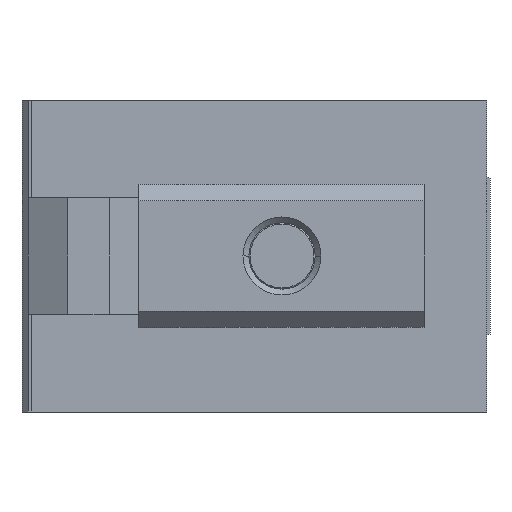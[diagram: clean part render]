
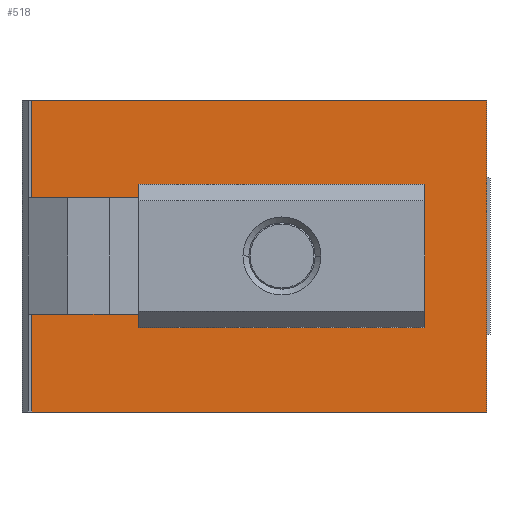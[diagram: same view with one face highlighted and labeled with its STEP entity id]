
A CAD part, front view. The second image highlights one B-rep face of the part: STEP entity #518.
In plain terms, the highlighted planar face has unit normal (0, -1, 0).
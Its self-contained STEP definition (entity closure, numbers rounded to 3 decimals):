
#518=ADVANCED_FACE('',(#1047,#1048),#1049,.T.);
#1047=FACE_OUTER_BOUND('',#1590,.T.);
#1048=FACE_BOUND('',#1591,.T.);
#1049=PLANE('',#1592);
#1590=EDGE_LOOP('',(#3020,#3021,#3022,#3023,#3024,#3025,#3026,#3027));
#1591=EDGE_LOOP('',(#3028,#3029));
#1592=AXIS2_PLACEMENT_3D('',#3030,#3031,#3032);
#3020=ORIENTED_EDGE('',*,*,#3702,.F.);
#3021=ORIENTED_EDGE('',*,*,#3703,.F.);
#3022=ORIENTED_EDGE('',*,*,#3704,.F.);
#3023=ORIENTED_EDGE('',*,*,#3705,.F.);
#3024=ORIENTED_EDGE('',*,*,#3706,.F.);
#3025=ORIENTED_EDGE('',*,*,#3707,.F.);
#3026=ORIENTED_EDGE('',*,*,#3708,.F.);
#3027=ORIENTED_EDGE('',*,*,#3709,.F.);
#3028=ORIENTED_EDGE('',*,*,#3670,.T.);
#3029=ORIENTED_EDGE('',*,*,#3690,.T.);
#3030=CARTESIAN_POINT('',(0.0,0.0,0.0));
#3031=DIRECTION('',(0.0,-1.0,0.0));
#3032=DIRECTION('',(0.0,0.0,-1.0));
#3670=EDGE_CURVE('NONE',#4502,#4500,#4503,.T.);
#3690=EDGE_CURVE('NONE',#4500,#4502,#4529,.T.);
#3702=EDGE_CURVE('NONE',#4549,#4550,#4551,.T.);
#3703=EDGE_CURVE('NONE',#4552,#4549,#4553,.T.);
#3704=EDGE_CURVE('NONE',#4554,#4552,#4555,.T.);
#3705=EDGE_CURVE('NONE',#4556,#4554,#4557,.T.);
#3706=EDGE_CURVE('NONE',#4558,#4556,#4559,.T.);
#3707=EDGE_CURVE('NONE',#4560,#4558,#4561,.T.);
#3708=EDGE_CURVE('NONE',#4562,#4560,#4563,.T.);
#3709=EDGE_CURVE('NONE',#4550,#4562,#4564,.T.);
#4500=VERTEX_POINT('NONE',#5738);
#4502=VERTEX_POINT('NONE',#5741);
#4503=CIRCLE('',#5742,6.5);
#4529=CIRCLE('',#5773,6.5);
#4549=VERTEX_POINT('NONE',#5801);
#4550=VERTEX_POINT('NONE',#5802);
#4551=LINE('',#5803,#5804);
#4552=VERTEX_POINT('NONE',#5805);
#4553=LINE('',#5806,#5807);
#4554=VERTEX_POINT('NONE',#5808);
#4555=LINE('',#5809,#5810);
#4556=VERTEX_POINT('NONE',#5811);
#4557=LINE('',#5812,#5813);
#4558=VERTEX_POINT('NONE',#5814);
#4559=LINE('',#5815,#5816);
#4560=VERTEX_POINT('NONE',#5817);
#4561=LINE('',#5818,#5819);
#4562=VERTEX_POINT('NONE',#5820);
#4563=LINE('',#5821,#5822);
#4564=LINE('',#5823,#5824);
#5738=CARTESIAN_POINT('',(0.,0.0,6.5));
#5741=CARTESIAN_POINT('',(0.0,0.0,-6.5));
#5742=AXIS2_PLACEMENT_3D('',#6435,#6436,#6437);
#5773=AXIS2_PLACEMENT_3D('',#6470,#6471,#6472);
#5801=CARTESIAN_POINT('',(-38.5,0.0,-9.));
#5802=CARTESIAN_POINT('',(-19.5,0.0,-9.0));
#5803=CARTESIAN_POINT('',(-19.5,0.0,-9.0));
#5804=VECTOR('',#6484,1000.0);
#5805=CARTESIAN_POINT('',(-38.5,0.0,-24.0));
#5806=CARTESIAN_POINT('',(-38.5,0.0,-9.));
#5807=VECTOR('',#6485,1000.0);
#5808=CARTESIAN_POINT('',(31.5,0.0,-24.0));
#5809=CARTESIAN_POINT('',(-38.5,0.0,-24.0));
#5810=VECTOR('',#6486,1000.0);
#5811=CARTESIAN_POINT('',(31.5,0.0,24.0));
#5812=CARTESIAN_POINT('',(31.5,0.0,-24.0));
#5813=VECTOR('',#6487,1000.0);
#5814=CARTESIAN_POINT('',(-38.5,0.0,24.0));
#5815=CARTESIAN_POINT('',(31.5,0.0,24.0));
#5816=VECTOR('',#6488,1000.0);
#5817=CARTESIAN_POINT('',(-38.5,0.0,9.));
#5818=CARTESIAN_POINT('',(-38.5,0.0,24.0));
#5819=VECTOR('',#6489,1000.0);
#5820=CARTESIAN_POINT('',(-19.5,0.0,9.0));
#5821=CARTESIAN_POINT('',(-38.5,0.0,9.));
#5822=VECTOR('',#6490,1000.0);
#5823=CARTESIAN_POINT('',(-19.5,0.0,9.0));
#5824=VECTOR('',#6491,1000.0);
#6435=CARTESIAN_POINT('',(0.0,0.0,0.0));
#6436=DIRECTION('',(0.0,1.0,0.0));
#6437=DIRECTION('',(0.0,0.0,1.0));
#6470=CARTESIAN_POINT('',(0.0,0.0,0.0));
#6471=DIRECTION('',(0.0,1.0,0.0));
#6472=DIRECTION('',(0.0,0.0,1.0));
#6484=DIRECTION('',(1.0,-0.0,0.));
#6485=DIRECTION('',(-0.0,-0.0,1.0));
#6486=DIRECTION('',(-1.0,-0.0,-0.0));
#6487=DIRECTION('',(-0.0,-0.0,-1.0));
#6488=DIRECTION('',(1.0,-0.0,0.));
#6489=DIRECTION('',(-0.0,-0.0,1.0));
#6490=DIRECTION('',(-1.0,-0.0,0.));
#6491=DIRECTION('',(0.,-0.0,1.0));
